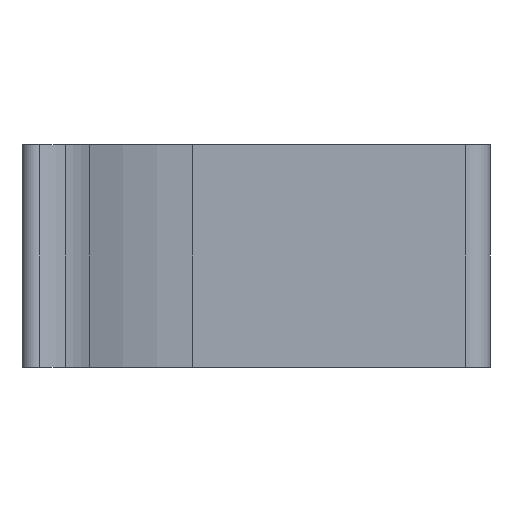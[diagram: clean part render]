
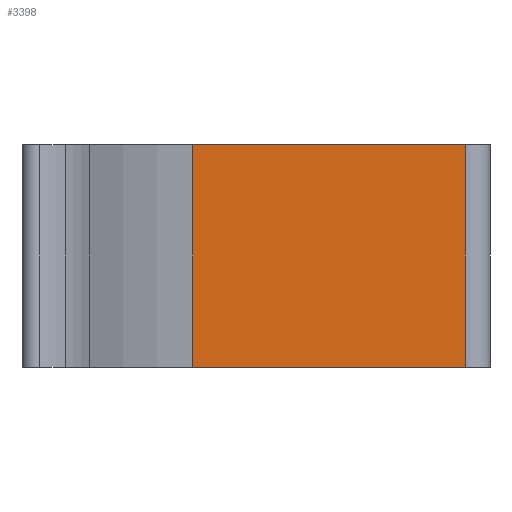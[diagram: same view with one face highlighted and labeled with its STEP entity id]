
A CAD part, left-side view. The second image highlights one B-rep face of the part: STEP entity #3398.
In plain terms, the highlighted planar face has unit normal (-1, 0, 0).
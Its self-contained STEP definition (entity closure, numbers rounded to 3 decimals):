
#203 = AXIS2_PLACEMENT_3D ( 'NONE', #3626, #3636, #3637 ) ;
#345 = EDGE_LOOP ( 'NONE', ( #1643, #1651, #1652, #1854 ) ) ;
#625 = VECTOR ( 'NONE', #1501, 1000. ) ;
#628 = LINE ( 'NONE', #1500, #625 ) ;
#637 = LINE ( 'NONE', #2454, #640 ) ;
#640 = VECTOR ( 'NONE', #2455, 1000. ) ;
#643 = LINE ( 'NONE', #2456, #644 ) ;
#644 = VECTOR ( 'NONE', #2457, 1000. ) ;
#645 = LINE ( 'NONE', #2458, #646 ) ;
#646 = VECTOR ( 'NONE', #2459, 1000. ) ;
#934 = FACE_OUTER_BOUND ( 'NONE', #345, .T. ) ;
#1229 = CARTESIAN_POINT ( 'NONE',  ( -4.65, -9.4, 5. ) ) ;
#1284 = CARTESIAN_POINT ( 'NONE',  ( -4.65, 2.844, 5. ) ) ;
#1291 = CARTESIAN_POINT ( 'NONE',  ( -4.65, -9.4, -5. ) ) ;
#1351 = CARTESIAN_POINT ( 'NONE',  ( -4.65, 2.844, -5. ) ) ;
#1500 = CARTESIAN_POINT ( 'NONE',  ( -4.65, -9.4, -27.967 ) ) ;
#1501 = DIRECTION ( 'NONE',  ( 0., 0., 1. ) ) ;
#1546 = VERTEX_POINT ( 'NONE', #1229 ) ;
#1643 = ORIENTED_EDGE ( 'NONE', *, *, #3165, .F. ) ;
#1651 = ORIENTED_EDGE ( 'NONE', *, *, #3158, .T. ) ;
#1652 = ORIENTED_EDGE ( 'NONE', *, *, #3164, .F. ) ;
#1854 = ORIENTED_EDGE ( 'NONE', *, *, #3166, .F. ) ;
#2454 = CARTESIAN_POINT ( 'NONE',  ( -4.65, -9.4, 5. ) ) ;
#2455 = DIRECTION ( 'NONE',  ( 0., -1., 0. ) ) ;
#2456 = CARTESIAN_POINT ( 'NONE',  ( -4.65, -9.4, -5. ) ) ;
#2457 = DIRECTION ( 'NONE',  ( 0., 1., 0. ) ) ;
#2458 = CARTESIAN_POINT ( 'NONE',  ( -4.65, 2.844, -27.967 ) ) ;
#2459 = DIRECTION ( 'NONE',  ( 0., 0., 1. ) ) ;
#2758 = VERTEX_POINT ( 'NONE', #1284 ) ;
#2765 = VERTEX_POINT ( 'NONE', #1291 ) ;
#2825 = VERTEX_POINT ( 'NONE', #1351 ) ;
#3158 = EDGE_CURVE ( 'NONE', #2765, #1546, #628, .T. ) ;
#3164 = EDGE_CURVE ( 'NONE', #2758, #1546, #637, .T. ) ;
#3165 = EDGE_CURVE ( 'NONE', #2765, #2825, #643, .T. ) ;
#3166 = EDGE_CURVE ( 'NONE', #2825, #2758, #645, .T. ) ;
#3398 = ADVANCED_FACE ( 'NONE', ( #934 ), #3627, .T. ) ;
#3626 = CARTESIAN_POINT ( 'NONE',  ( -4.65, -9.4, -27.967 ) ) ;
#3627 = PLANE ( 'NONE',  #203 ) ;
#3636 = DIRECTION ( 'NONE',  ( -1., 0., 0. ) ) ;
#3637 = DIRECTION ( 'NONE',  ( 0., -1., 0. ) ) ;
